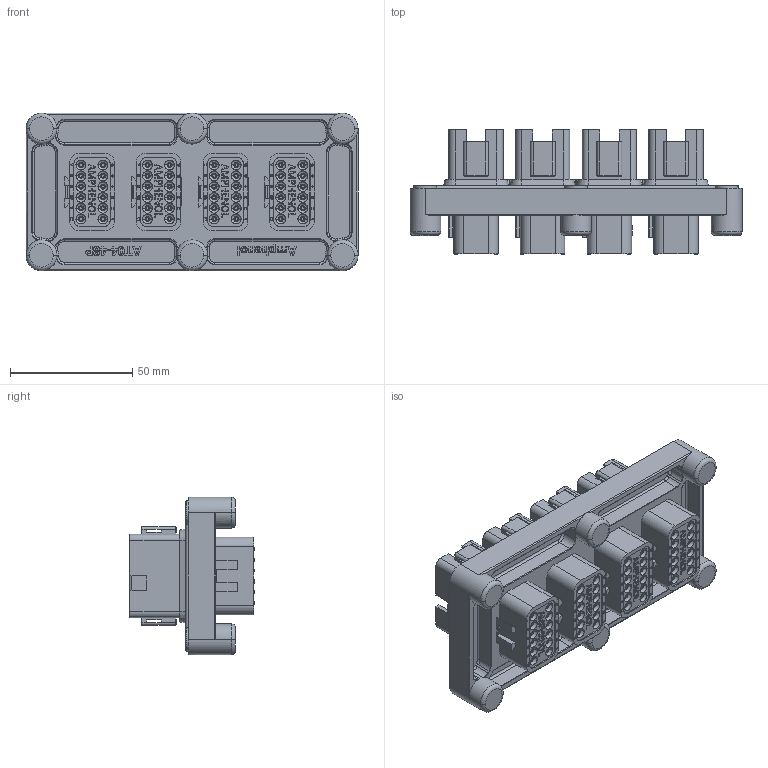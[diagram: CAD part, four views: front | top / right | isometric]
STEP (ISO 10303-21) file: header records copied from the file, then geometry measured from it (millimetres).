
FILE_DESCRIPTION((''),'2;1');
FILE_NAME('C-AT04-48P-B016_3D_','2019-06-11T',('Administrator'),(''),'PRO/ENGINEER BY PARAMETRIC TECHNOLOGY CORPORATION, 2016360','PRO/ENGINEER BY PARAMETRIC TECHNOLOGY CORPORATION, 2016360','');
FILE_SCHEMA(('CONFIG_CONTROL_DESIGN'));
Products named in the file (1): C-AT04-48P-B016_3D_
Bounding box: 135.8 x 50.8 x 64.42 mm (x, y, z)
Volume: 137417.4 mm3; surface area: 56591.6 mm2
Topology: 1 solids, 1 shells, 6037 faces, 16885 edges, 11193 vertices
Faces by surface type: plane 4775, cylinder 534, extrusion 388, torus 276, cone 52, bspline 12
Entity records: 197522 total; most frequent: CARTESIAN_POINT 42561, ORIENTED_EDGE 33770, DIRECTION 29143, EDGE_CURVE 16885, VECTOR 14363, LINE 13975, VERTEX_POINT 11193, AXIS2_PLACEMENT_3D 7390
